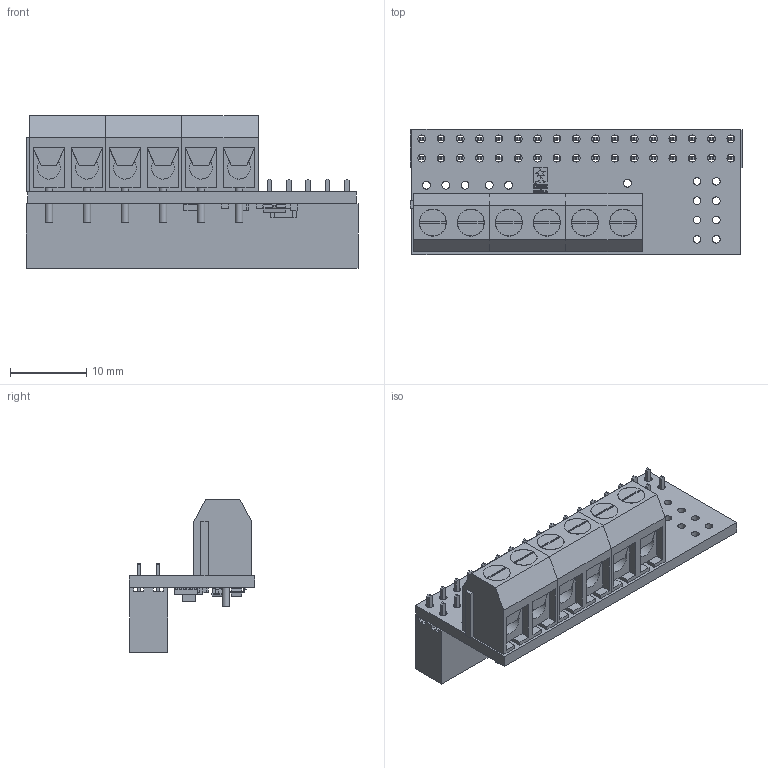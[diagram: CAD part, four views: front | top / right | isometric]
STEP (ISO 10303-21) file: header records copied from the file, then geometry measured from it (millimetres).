
FILE_DESCRIPTION (( 'STEP AP214' ), '1' );
FILE_NAME ('drv8835-dual-motor-driver-for-raspberry-pi.step', '2018-05-17T00:46:58', ( '' ), ( '' ), 'SwSTEP 2.0', 'SolidWorks 2016', '' );
FILE_SCHEMA (( 'AUTOMOTIVE_DESIGN' ));
Length unit declared in the file: millimetre
Products named in the file (1): drv8835-dual-motor-driver-for-raspberry-pi
Bounding box: 43.64 x 16.51 x 20.07 mm (x, y, z)
Volume: 4166 mm3; surface area: 7566.2 mm2
Topology: 5 solids, 5 shells, 1985 faces, 5590 edges, 3598 vertices
Faces by surface type: plane 1712, bspline 149, cylinder 124
Full cylindrical faces by diameter (mm): 1 x6, 1.016 x60, 2 x6, 2.184 x6, 3 x6, 3.5 x6, 3.55 x6
Entity records: 89853 total; most frequent: CARTESIAN_POINT 17703, ORIENTED_EDGE 10952, DIRECTION 9076, EDGE_CURVE 5476, LINE 4890, VECTOR 4890, VERTEX_POINT 3580, EDGE_LOOP 2360
